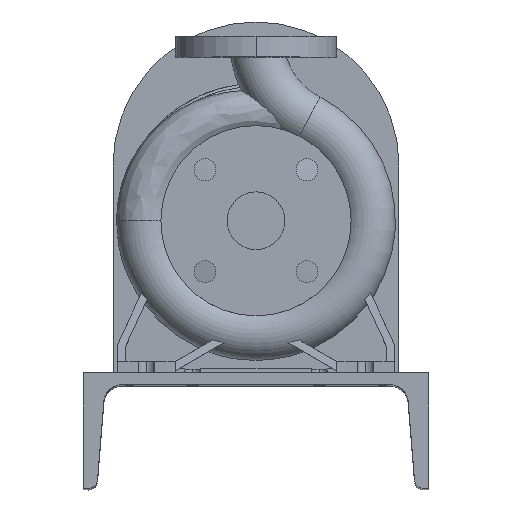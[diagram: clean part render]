
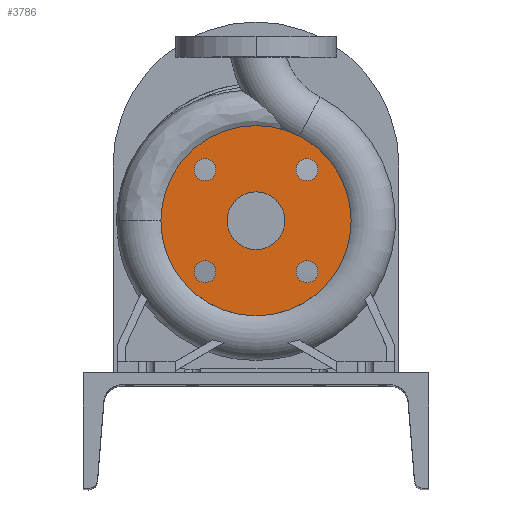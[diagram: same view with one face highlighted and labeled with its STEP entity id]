
A CAD part, top view. The second image highlights one B-rep face of the part: STEP entity #3786.
In plain terms, the highlighted planar face has unit normal (0, 0, 1).
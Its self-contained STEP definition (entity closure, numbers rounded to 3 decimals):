
#92 = VERTEX_POINT ( 'NONE', #1100 ) ;
#143 = AXIS2_PLACEMENT_3D ( 'NONE', #18705, #4321, #17159 ) ;
#684 = CARTESIAN_POINT ( 'NONE',  ( 0., 25., 80. ) ) ;
#998 = AXIS2_PLACEMENT_3D ( 'NONE', #16114, #3660, #19285 ) ;
#1043 = VERTEX_POINT ( 'NONE', #19440 ) ;
#1100 = CARTESIAN_POINT ( 'NONE',  ( 0., -25., 80. ) ) ;
#1266 = ORIENTED_EDGE ( 'NONE', *, *, #14934, .T. ) ;
#1345 = ORIENTED_EDGE ( 'NONE', *, *, #12909, .F. ) ;
#1505 = CARTESIAN_POINT ( 'NONE',  ( 0., 0., 80. ) ) ;
#1543 = EDGE_LOOP ( 'NONE', ( #19929, #12510 ) ) ;
#1545 = VERTEX_POINT ( 'NONE', #4404 ) ;
#1586 = CIRCLE ( 'NONE', #5851, 25. ) ;
#1659 = DIRECTION ( 'NONE',  ( 0., -1., 0. ) ) ;
#2261 = AXIS2_PLACEMENT_3D ( 'NONE', #11245, #13931, #1659 ) ;
#2322 = DIRECTION ( 'NONE',  ( 0., 0., 1. ) ) ;
#2518 = CIRCLE ( 'NONE', #5493, 9.5 ) ;
#2700 = DIRECTION ( 'NONE',  ( 0., 0., 1. ) ) ;
#3256 = DIRECTION ( 'NONE',  ( 0., 0., 1. ) ) ;
#3478 = CIRCLE ( 'NONE', #15621, 9.5 ) ;
#3660 = DIRECTION ( 'NONE',  ( 0., 0., 1. ) ) ;
#3678 = CARTESIAN_POINT ( 'NONE',  ( 44.194, -53.694, 80. ) ) ;
#3786 = ADVANCED_FACE ( 'NONE', ( #6606, #19262, #14547, #9595, #14240, #15782 ), #12907, .F. ) ;
#4169 = ORIENTED_EDGE ( 'NONE', *, *, #4386, .F. ) ;
#4321 = DIRECTION ( 'NONE',  ( 0., 0., 1. ) ) ;
#4386 = EDGE_CURVE ( 'NONE', #5267, #92, #19868, .T. ) ;
#4404 = CARTESIAN_POINT ( 'NONE',  ( 0., -82.5, 80. ) ) ;
#5267 = VERTEX_POINT ( 'NONE', #684 ) ;
#5493 = AXIS2_PLACEMENT_3D ( 'NONE', #14991, #2322, #7154 ) ;
#5592 = EDGE_CURVE ( 'NONE', #6539, #10537, #12706, .T. ) ;
#5851 = AXIS2_PLACEMENT_3D ( 'NONE', #20200, #9300, #10483 ) ;
#6043 = EDGE_CURVE ( 'NONE', #1043, #9578, #19267, .T. ) ;
#6083 = DIRECTION ( 'NONE',  ( 0., -1., 0. ) ) ;
#6530 = EDGE_LOOP ( 'NONE', ( #16391, #1266 ) ) ;
#6539 = VERTEX_POINT ( 'NONE', #11165 ) ;
#6606 = FACE_BOUND ( 'NONE', #15533, .T. ) ;
#6629 = DIRECTION ( 'NONE',  ( 0., 0., 1. ) ) ;
#6854 = CIRCLE ( 'NONE', #2261, 82.5 ) ;
#6893 = AXIS2_PLACEMENT_3D ( 'NONE', #1505, #3256, #14283 ) ;
#7096 = AXIS2_PLACEMENT_3D ( 'NONE', #16969, #12167, #12262 ) ;
#7154 = DIRECTION ( 'NONE',  ( 0., -1., 0. ) ) ;
#7352 = CARTESIAN_POINT ( 'NONE',  ( -44.194, 53.694, 80. ) ) ;
#7359 = ORIENTED_EDGE ( 'NONE', *, *, #11152, .F. ) ;
#8157 = CARTESIAN_POINT ( 'NONE',  ( -44.194, -34.694, 80. ) ) ;
#8199 = AXIS2_PLACEMENT_3D ( 'NONE', #14830, #18008, #12045 ) ;
#8374 = DIRECTION ( 'NONE',  ( 0., -1., 0. ) ) ;
#8701 = ORIENTED_EDGE ( 'NONE', *, *, #9750, .F. ) ;
#8850 = ORIENTED_EDGE ( 'NONE', *, *, #15672, .F. ) ;
#8978 = EDGE_CURVE ( 'NONE', #10537, #6539, #11355, .T. ) ;
#9253 = VERTEX_POINT ( 'NONE', #15025 ) ;
#9300 = DIRECTION ( 'NONE',  ( 0., 0., 1. ) ) ;
#9434 = CARTESIAN_POINT ( 'NONE',  ( 44.194, -44.194, 80. ) ) ;
#9578 = VERTEX_POINT ( 'NONE', #3678 ) ;
#9595 = FACE_BOUND ( 'NONE', #19137, .T. ) ;
#9598 = ORIENTED_EDGE ( 'NONE', *, *, #6043, .F. ) ;
#9631 = DIRECTION ( 'NONE',  ( 1., 0., 0. ) ) ;
#9750 = EDGE_CURVE ( 'NONE', #9578, #1043, #16258, .T. ) ;
#10073 = VERTEX_POINT ( 'NONE', #16975 ) ;
#10407 = EDGE_LOOP ( 'NONE', ( #8850, #1345 ) ) ;
#10483 = DIRECTION ( 'NONE',  ( 0., -1., 0. ) ) ;
#10537 = VERTEX_POINT ( 'NONE', #20235 ) ;
#10879 = VERTEX_POINT ( 'NONE', #7352 ) ;
#10886 = DIRECTION ( 'NONE',  ( 0., -1., 0. ) ) ;
#11152 = EDGE_CURVE ( 'NONE', #12185, #10879, #3478, .T. ) ;
#11165 = CARTESIAN_POINT ( 'NONE',  ( 34.694, 44.194, 80. ) ) ;
#11245 = CARTESIAN_POINT ( 'NONE',  ( 0., 0., 80. ) ) ;
#11355 = CIRCLE ( 'NONE', #18574, 9.5 ) ;
#12045 = DIRECTION ( 'NONE',  ( 0., -1., 0. ) ) ;
#12167 = DIRECTION ( 'NONE',  ( 0., 0., 1. ) ) ;
#12185 = VERTEX_POINT ( 'NONE', #16527 ) ;
#12262 = DIRECTION ( 'NONE',  ( 1., 0., 0. ) ) ;
#12510 = ORIENTED_EDGE ( 'NONE', *, *, #5592, .F. ) ;
#12701 = DIRECTION ( 'NONE',  ( 0., 1., 0. ) ) ;
#12706 = CIRCLE ( 'NONE', #7096, 9.5 ) ;
#12907 = PLANE ( 'NONE',  #19188 ) ;
#12909 = EDGE_CURVE ( 'NONE', #14080, #9253, #2518, .T. ) ;
#13452 = CIRCLE ( 'NONE', #8199, 9.5 ) ;
#13931 = DIRECTION ( 'NONE',  ( 0., 0., 1. ) ) ;
#13945 = EDGE_CURVE ( 'NONE', #92, #5267, #1586, .T. ) ;
#14080 = VERTEX_POINT ( 'NONE', #8157 ) ;
#14240 = FACE_OUTER_BOUND ( 'NONE', #6530, .T. ) ;
#14283 = DIRECTION ( 'NONE',  ( 0., -1., 0. ) ) ;
#14447 = CIRCLE ( 'NONE', #6893, 82.5 ) ;
#14486 = CARTESIAN_POINT ( 'NONE',  ( 44.194, 44.194, 80. ) ) ;
#14547 = FACE_BOUND ( 'NONE', #1543, .T. ) ;
#14569 = CARTESIAN_POINT ( 'NONE',  ( -44.194, 44.194, 80. ) ) ;
#14830 = CARTESIAN_POINT ( 'NONE',  ( -44.194, -44.194, 80. ) ) ;
#14934 = EDGE_CURVE ( 'NONE', #10073, #1545, #14447, .T. ) ;
#14991 = CARTESIAN_POINT ( 'NONE',  ( -44.194, -44.194, 80. ) ) ;
#15025 = CARTESIAN_POINT ( 'NONE',  ( -44.194, -53.694, 80. ) ) ;
#15139 = CIRCLE ( 'NONE', #998, 9.5 ) ;
#15533 = EDGE_LOOP ( 'NONE', ( #8701, #9598 ) ) ;
#15621 = AXIS2_PLACEMENT_3D ( 'NONE', #14569, #6629, #8374 ) ;
#15672 = EDGE_CURVE ( 'NONE', #9253, #14080, #13452, .T. ) ;
#15782 = FACE_BOUND ( 'NONE', #10407, .T. ) ;
#16018 = EDGE_LOOP ( 'NONE', ( #7359, #19757 ) ) ;
#16021 = DIRECTION ( 'NONE',  ( 0., 0., 1. ) ) ;
#16114 = CARTESIAN_POINT ( 'NONE',  ( -44.194, 44.194, 80. ) ) ;
#16180 = EDGE_CURVE ( 'NONE', #1545, #10073, #6854, .T. ) ;
#16258 = CIRCLE ( 'NONE', #17893, 9.5 ) ;
#16391 = ORIENTED_EDGE ( 'NONE', *, *, #16180, .T. ) ;
#16474 = ORIENTED_EDGE ( 'NONE', *, *, #13945, .F. ) ;
#16527 = CARTESIAN_POINT ( 'NONE',  ( -44.194, 34.694, 80. ) ) ;
#16969 = CARTESIAN_POINT ( 'NONE',  ( 44.194, 44.194, 80. ) ) ;
#16975 = CARTESIAN_POINT ( 'NONE',  ( 0., 82.5, 80. ) ) ;
#17159 = DIRECTION ( 'NONE',  ( 0., -1., 0. ) ) ;
#17523 = EDGE_CURVE ( 'NONE', #10879, #12185, #15139, .T. ) ;
#17730 = DIRECTION ( 'NONE',  ( 0., 0., -1. ) ) ;
#17893 = AXIS2_PLACEMENT_3D ( 'NONE', #20178, #2700, #6083 ) ;
#18008 = DIRECTION ( 'NONE',  ( 0., 0., 1. ) ) ;
#18574 = AXIS2_PLACEMENT_3D ( 'NONE', #14486, #16021, #9631 ) ;
#18705 = CARTESIAN_POINT ( 'NONE',  ( 0., 0., 80. ) ) ;
#18792 = DIRECTION ( 'NONE',  ( 0., 0., 1. ) ) ;
#19137 = EDGE_LOOP ( 'NONE', ( #16474, #4169 ) ) ;
#19154 = CARTESIAN_POINT ( 'NONE',  ( 0., 82.5, 80. ) ) ;
#19188 = AXIS2_PLACEMENT_3D ( 'NONE', #19154, #17730, #12701 ) ;
#19262 = FACE_BOUND ( 'NONE', #16018, .T. ) ;
#19267 = CIRCLE ( 'NONE', #19609, 9.5 ) ;
#19285 = DIRECTION ( 'NONE',  ( 0., -1., 0. ) ) ;
#19440 = CARTESIAN_POINT ( 'NONE',  ( 44.194, -34.694, 80. ) ) ;
#19609 = AXIS2_PLACEMENT_3D ( 'NONE', #9434, #18792, #10886 ) ;
#19757 = ORIENTED_EDGE ( 'NONE', *, *, #17523, .F. ) ;
#19868 = CIRCLE ( 'NONE', #143, 25. ) ;
#19929 = ORIENTED_EDGE ( 'NONE', *, *, #8978, .F. ) ;
#20178 = CARTESIAN_POINT ( 'NONE',  ( 44.194, -44.194, 80. ) ) ;
#20200 = CARTESIAN_POINT ( 'NONE',  ( 0., 0., 80. ) ) ;
#20235 = CARTESIAN_POINT ( 'NONE',  ( 53.694, 44.194, 80. ) ) ;
